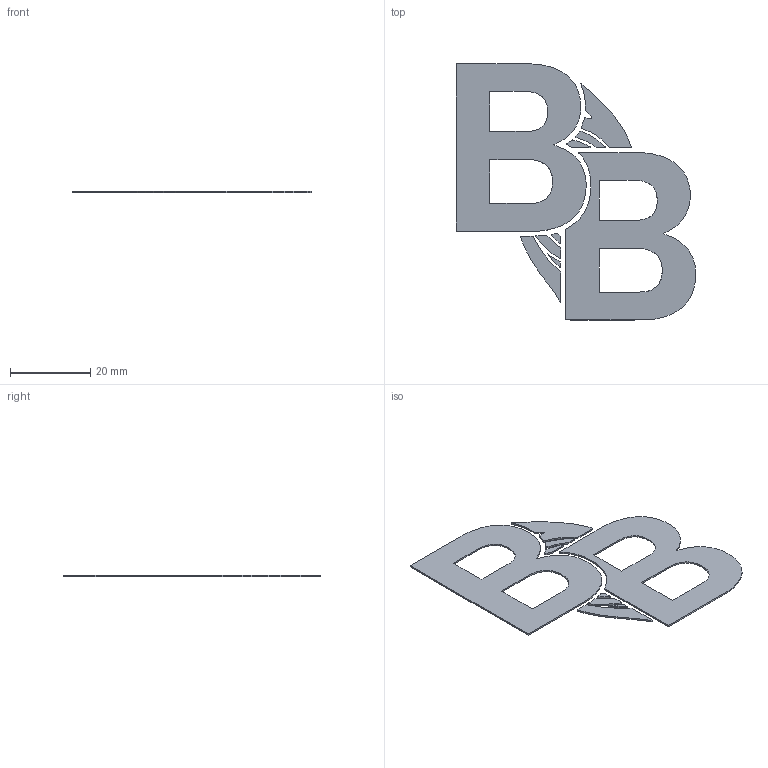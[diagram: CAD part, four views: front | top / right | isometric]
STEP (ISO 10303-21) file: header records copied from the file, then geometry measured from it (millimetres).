
FILE_DESCRIPTION(/* description */ (''),/* implementation_level */ '2;1');
FILE_NAME(/* name */ 'back_bb_inlay.step',/* time_stamp */ '2022-12-10T07:15:30-06:00',/* author */ (''),/* organization */ (''),/* preprocessor_version */ 'ST-DEVELOPER v19.2',/* originating_system */ 'Autodesk Translation Framework v11.17.0.187',/* authorisation */ '');
FILE_SCHEMA (('AUTOMOTIVE_DESIGN { 1 0 10303 214 3 1 1 }'));
Length unit declared in the file: millimetre
Products named in the file (2): front_new; Component1
Assembly tree (1 placements, depth 2):
  front_new
    Component1
Bounding box: 59.64 x 63.8 x 0.4 mm (x, y, z)
Volume: 784.9 mm3; surface area: 4177.2 mm2
Topology: 9 solids, 9 shells, 147 faces, 387 edges, 258 vertices
Faces by surface type: bspline 103, plane 44
Entity records: 4811 total; most frequent: CARTESIAN_POINT 2134, ORIENTED_EDGE 774, EDGE_CURVE 387, DIRECTION 275, VERTEX_POINT 258, LINE 181, VECTOR 181, EDGE_LOOP 155
